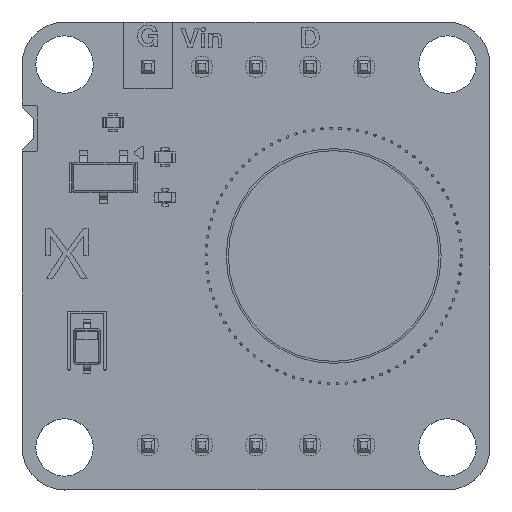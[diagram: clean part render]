
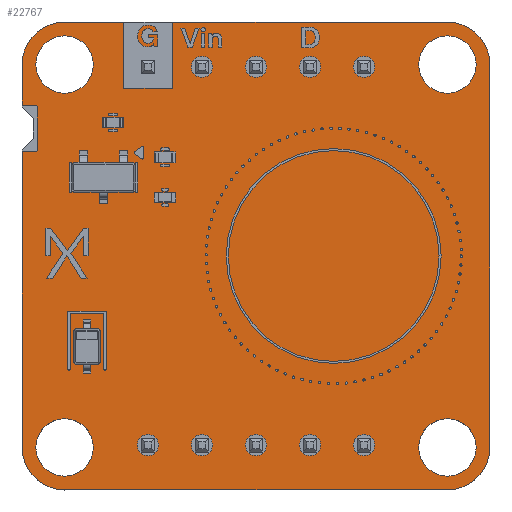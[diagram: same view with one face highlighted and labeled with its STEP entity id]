
A CAD part, top view. The second image highlights one B-rep face of the part: STEP entity #22767.
In plain terms, the highlighted planar face has unit normal (0, 0, 1).
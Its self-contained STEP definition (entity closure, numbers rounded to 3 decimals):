
#22432 = VERTEX_POINT('',#22433);
#22433 = CARTESIAN_POINT('',(8.998,11.,1.51));
#22439 = EDGE_CURVE('',#22432,#22440,#22442,.T.);
#22440 = VERTEX_POINT('',#22441);
#22441 = CARTESIAN_POINT('',(10.998,9.,1.51));
#22442 = CIRCLE('',#22443,2.);
#22443 = AXIS2_PLACEMENT_3D('',#22444,#22445,#22446);
#22444 = CARTESIAN_POINT('',(8.998,9.,1.51));
#22445 = DIRECTION('',(0.,0.,-1.));
#22446 = DIRECTION('',(0.,1.,0.));
#22474 = VERTEX_POINT('',#22475);
#22475 = CARTESIAN_POINT('',(-9.002,11.,1.51));
#22481 = EDGE_CURVE('',#22474,#22432,#22482,.T.);
#22482 = LINE('',#22483,#22484);
#22483 = CARTESIAN_POINT('',(-9.002,11.,1.51));
#22484 = VECTOR('',#22485,1.);
#22485 = DIRECTION('',(1.,0.,0.));
#22503 = EDGE_CURVE('',#22440,#22504,#22506,.T.);
#22504 = VERTEX_POINT('',#22505);
#22505 = CARTESIAN_POINT('',(10.998,-9.,1.51));
#22506 = LINE('',#22507,#22508);
#22507 = CARTESIAN_POINT('',(10.998,9.,1.51));
#22508 = VECTOR('',#22509,1.);
#22509 = DIRECTION('',(0.,-1.,0.));
#22767 = ADVANCED_FACE('',(#22768,#22846,#22857,#22868,#22879,#22890,
    #22901,#22912,#22923,#22934,#22945,#22956,#22967,#22978,#22989),
  #23000,.T.);
#22768 = FACE_BOUND('',#22769,.T.);
#22769 = EDGE_LOOP('',(#22770,#22771,#22772,#22781,#22789,#22797,#22805,
    #22813,#22821,#22830,#22838,#22845));
#22770 = ORIENTED_EDGE('',*,*,#22439,.F.);
#22771 = ORIENTED_EDGE('',*,*,#22481,.F.);
#22772 = ORIENTED_EDGE('',*,*,#22773,.F.);
#22773 = EDGE_CURVE('',#22774,#22474,#22776,.T.);
#22774 = VERTEX_POINT('',#22775);
#22775 = CARTESIAN_POINT('',(-11.002,9.,1.51));
#22776 = CIRCLE('',#22777,2.);
#22777 = AXIS2_PLACEMENT_3D('',#22778,#22779,#22780);
#22778 = CARTESIAN_POINT('',(-9.002,9.,1.51));
#22779 = DIRECTION('',(0.,0.,-1.));
#22780 = DIRECTION('',(-1.,0.,-0.));
#22781 = ORIENTED_EDGE('',*,*,#22782,.F.);
#22782 = EDGE_CURVE('',#22783,#22774,#22785,.T.);
#22783 = VERTEX_POINT('',#22784);
#22784 = CARTESIAN_POINT('',(-11.002,7.,1.51));
#22785 = LINE('',#22786,#22787);
#22786 = CARTESIAN_POINT('',(-11.002,7.,1.51));
#22787 = VECTOR('',#22788,1.);
#22788 = DIRECTION('',(0.,1.,0.));
#22789 = ORIENTED_EDGE('',*,*,#22790,.F.);
#22790 = EDGE_CURVE('',#22791,#22783,#22793,.T.);
#22791 = VERTEX_POINT('',#22792);
#22792 = CARTESIAN_POINT('',(-10.472,6.47,1.51));
#22793 = LINE('',#22794,#22795);
#22794 = CARTESIAN_POINT('',(-10.472,6.47,1.51));
#22795 = VECTOR('',#22796,1.);
#22796 = DIRECTION('',(-0.707,0.707,0.));
#22797 = ORIENTED_EDGE('',*,*,#22798,.F.);
#22798 = EDGE_CURVE('',#22799,#22791,#22801,.T.);
#22799 = VERTEX_POINT('',#22800);
#22800 = CARTESIAN_POINT('',(-10.472,5.53,1.51));
#22801 = LINE('',#22802,#22803);
#22802 = CARTESIAN_POINT('',(-10.472,5.53,1.51));
#22803 = VECTOR('',#22804,1.);
#22804 = DIRECTION('',(0.,1.,0.));
#22805 = ORIENTED_EDGE('',*,*,#22806,.F.);
#22806 = EDGE_CURVE('',#22807,#22799,#22809,.T.);
#22807 = VERTEX_POINT('',#22808);
#22808 = CARTESIAN_POINT('',(-11.002,5.,1.51));
#22809 = LINE('',#22810,#22811);
#22810 = CARTESIAN_POINT('',(-11.002,5.,1.51));
#22811 = VECTOR('',#22812,1.);
#22812 = DIRECTION('',(0.707,0.707,0.));
#22813 = ORIENTED_EDGE('',*,*,#22814,.F.);
#22814 = EDGE_CURVE('',#22815,#22807,#22817,.T.);
#22815 = VERTEX_POINT('',#22816);
#22816 = CARTESIAN_POINT('',(-11.002,-9.,1.51));
#22817 = LINE('',#22818,#22819);
#22818 = CARTESIAN_POINT('',(-11.002,-9.,1.51));
#22819 = VECTOR('',#22820,1.);
#22820 = DIRECTION('',(0.,1.,0.));
#22821 = ORIENTED_EDGE('',*,*,#22822,.F.);
#22822 = EDGE_CURVE('',#22823,#22815,#22825,.T.);
#22823 = VERTEX_POINT('',#22824);
#22824 = CARTESIAN_POINT('',(-9.002,-11.,1.51));
#22825 = CIRCLE('',#22826,2.);
#22826 = AXIS2_PLACEMENT_3D('',#22827,#22828,#22829);
#22827 = CARTESIAN_POINT('',(-9.002,-9.,1.51));
#22828 = DIRECTION('',(0.,0.,-1.));
#22829 = DIRECTION('',(0.,-1.,0.));
#22830 = ORIENTED_EDGE('',*,*,#22831,.F.);
#22831 = EDGE_CURVE('',#22832,#22823,#22834,.T.);
#22832 = VERTEX_POINT('',#22833);
#22833 = CARTESIAN_POINT('',(8.998,-11.,1.51));
#22834 = LINE('',#22835,#22836);
#22835 = CARTESIAN_POINT('',(8.998,-11.,1.51));
#22836 = VECTOR('',#22837,1.);
#22837 = DIRECTION('',(-1.,0.,0.));
#22838 = ORIENTED_EDGE('',*,*,#22839,.F.);
#22839 = EDGE_CURVE('',#22504,#22832,#22840,.T.);
#22840 = CIRCLE('',#22841,2.);
#22841 = AXIS2_PLACEMENT_3D('',#22842,#22843,#22844);
#22842 = CARTESIAN_POINT('',(8.998,-9.,1.51));
#22843 = DIRECTION('',(0.,0.,-1.));
#22844 = DIRECTION('',(1.,0.,0.));
#22845 = ORIENTED_EDGE('',*,*,#22503,.F.);
#22846 = FACE_BOUND('',#22847,.T.);
#22847 = EDGE_LOOP('',(#22848));
#22848 = ORIENTED_EDGE('',*,*,#22849,.T.);
#22849 = EDGE_CURVE('',#22850,#22850,#22852,.T.);
#22850 = VERTEX_POINT('',#22851);
#22851 = CARTESIAN_POINT('',(-9.002,-10.35,1.51));
#22852 = CIRCLE('',#22853,1.35);
#22853 = AXIS2_PLACEMENT_3D('',#22854,#22855,#22856);
#22854 = CARTESIAN_POINT('',(-9.002,-9.,1.51));
#22855 = DIRECTION('',(-0.,0.,-1.));
#22856 = DIRECTION('',(-0.,-1.,0.));
#22857 = FACE_BOUND('',#22858,.T.);
#22858 = EDGE_LOOP('',(#22859));
#22859 = ORIENTED_EDGE('',*,*,#22860,.T.);
#22860 = EDGE_CURVE('',#22861,#22861,#22863,.T.);
#22861 = VERTEX_POINT('',#22862);
#22862 = CARTESIAN_POINT('',(-5.082,-9.39,1.51));
#22863 = CIRCLE('',#22864,0.5);
#22864 = AXIS2_PLACEMENT_3D('',#22865,#22866,#22867);
#22865 = CARTESIAN_POINT('',(-5.082,-8.89,1.51));
#22866 = DIRECTION('',(-0.,0.,-1.));
#22867 = DIRECTION('',(-0.,-1.,0.));
#22868 = FACE_BOUND('',#22869,.T.);
#22869 = EDGE_LOOP('',(#22870));
#22870 = ORIENTED_EDGE('',*,*,#22871,.T.);
#22871 = EDGE_CURVE('',#22872,#22872,#22874,.T.);
#22872 = VERTEX_POINT('',#22873);
#22873 = CARTESIAN_POINT('',(-2.542,-9.39,1.51));
#22874 = CIRCLE('',#22875,0.5);
#22875 = AXIS2_PLACEMENT_3D('',#22876,#22877,#22878);
#22876 = CARTESIAN_POINT('',(-2.542,-8.89,1.51));
#22877 = DIRECTION('',(-0.,0.,-1.));
#22878 = DIRECTION('',(-0.,-1.,0.));
#22879 = FACE_BOUND('',#22880,.T.);
#22880 = EDGE_LOOP('',(#22881));
#22881 = ORIENTED_EDGE('',*,*,#22882,.T.);
#22882 = EDGE_CURVE('',#22883,#22883,#22885,.T.);
#22883 = VERTEX_POINT('',#22884);
#22884 = CARTESIAN_POINT('',(-0.002,-9.39,1.51));
#22885 = CIRCLE('',#22886,0.5);
#22886 = AXIS2_PLACEMENT_3D('',#22887,#22888,#22889);
#22887 = CARTESIAN_POINT('',(-0.002,-8.89,1.51));
#22888 = DIRECTION('',(-0.,0.,-1.));
#22889 = DIRECTION('',(0.,-1.,-0.));
#22890 = FACE_BOUND('',#22891,.T.);
#22891 = EDGE_LOOP('',(#22892));
#22892 = ORIENTED_EDGE('',*,*,#22893,.T.);
#22893 = EDGE_CURVE('',#22894,#22894,#22896,.T.);
#22894 = VERTEX_POINT('',#22895);
#22895 = CARTESIAN_POINT('',(2.538,-9.39,1.51));
#22896 = CIRCLE('',#22897,0.5);
#22897 = AXIS2_PLACEMENT_3D('',#22898,#22899,#22900);
#22898 = CARTESIAN_POINT('',(2.538,-8.89,1.51));
#22899 = DIRECTION('',(-0.,0.,-1.));
#22900 = DIRECTION('',(-0.,-1.,0.));
#22901 = FACE_BOUND('',#22902,.T.);
#22902 = EDGE_LOOP('',(#22903));
#22903 = ORIENTED_EDGE('',*,*,#22904,.T.);
#22904 = EDGE_CURVE('',#22905,#22905,#22907,.T.);
#22905 = VERTEX_POINT('',#22906);
#22906 = CARTESIAN_POINT('',(5.078,-9.39,1.51));
#22907 = CIRCLE('',#22908,0.5);
#22908 = AXIS2_PLACEMENT_3D('',#22909,#22910,#22911);
#22909 = CARTESIAN_POINT('',(5.078,-8.89,1.51));
#22910 = DIRECTION('',(-0.,0.,-1.));
#22911 = DIRECTION('',(-0.,-1.,0.));
#22912 = FACE_BOUND('',#22913,.T.);
#22913 = EDGE_LOOP('',(#22914));
#22914 = ORIENTED_EDGE('',*,*,#22915,.T.);
#22915 = EDGE_CURVE('',#22916,#22916,#22918,.T.);
#22916 = VERTEX_POINT('',#22917);
#22917 = CARTESIAN_POINT('',(8.998,-10.35,1.51));
#22918 = CIRCLE('',#22919,1.35);
#22919 = AXIS2_PLACEMENT_3D('',#22920,#22921,#22922);
#22920 = CARTESIAN_POINT('',(8.998,-9.,1.51));
#22921 = DIRECTION('',(-0.,0.,-1.));
#22922 = DIRECTION('',(-0.,-1.,0.));
#22923 = FACE_BOUND('',#22924,.T.);
#22924 = EDGE_LOOP('',(#22925));
#22925 = ORIENTED_EDGE('',*,*,#22926,.T.);
#22926 = EDGE_CURVE('',#22927,#22927,#22929,.T.);
#22927 = VERTEX_POINT('',#22928);
#22928 = CARTESIAN_POINT('',(-9.002,7.65,1.51));
#22929 = CIRCLE('',#22930,1.35);
#22930 = AXIS2_PLACEMENT_3D('',#22931,#22932,#22933);
#22931 = CARTESIAN_POINT('',(-9.002,9.,1.51));
#22932 = DIRECTION('',(-0.,0.,-1.));
#22933 = DIRECTION('',(-0.,-1.,0.));
#22934 = FACE_BOUND('',#22935,.T.);
#22935 = EDGE_LOOP('',(#22936));
#22936 = ORIENTED_EDGE('',*,*,#22937,.T.);
#22937 = EDGE_CURVE('',#22938,#22938,#22940,.T.);
#22938 = VERTEX_POINT('',#22939);
#22939 = CARTESIAN_POINT('',(-5.082,8.39,1.51));
#22940 = CIRCLE('',#22941,0.5);
#22941 = AXIS2_PLACEMENT_3D('',#22942,#22943,#22944);
#22942 = CARTESIAN_POINT('',(-5.082,8.89,1.51));
#22943 = DIRECTION('',(-0.,0.,-1.));
#22944 = DIRECTION('',(-0.,-1.,0.));
#22945 = FACE_BOUND('',#22946,.T.);
#22946 = EDGE_LOOP('',(#22947));
#22947 = ORIENTED_EDGE('',*,*,#22948,.T.);
#22948 = EDGE_CURVE('',#22949,#22949,#22951,.T.);
#22949 = VERTEX_POINT('',#22950);
#22950 = CARTESIAN_POINT('',(-2.542,8.39,1.51));
#22951 = CIRCLE('',#22952,0.5);
#22952 = AXIS2_PLACEMENT_3D('',#22953,#22954,#22955);
#22953 = CARTESIAN_POINT('',(-2.542,8.89,1.51));
#22954 = DIRECTION('',(-0.,0.,-1.));
#22955 = DIRECTION('',(-0.,-1.,0.));
#22956 = FACE_BOUND('',#22957,.T.);
#22957 = EDGE_LOOP('',(#22958));
#22958 = ORIENTED_EDGE('',*,*,#22959,.T.);
#22959 = EDGE_CURVE('',#22960,#22960,#22962,.T.);
#22960 = VERTEX_POINT('',#22961);
#22961 = CARTESIAN_POINT('',(-0.002,8.39,1.51));
#22962 = CIRCLE('',#22963,0.5);
#22963 = AXIS2_PLACEMENT_3D('',#22964,#22965,#22966);
#22964 = CARTESIAN_POINT('',(-0.002,8.89,1.51));
#22965 = DIRECTION('',(-0.,0.,-1.));
#22966 = DIRECTION('',(0.,-1.,-0.));
#22967 = FACE_BOUND('',#22968,.T.);
#22968 = EDGE_LOOP('',(#22969));
#22969 = ORIENTED_EDGE('',*,*,#22970,.T.);
#22970 = EDGE_CURVE('',#22971,#22971,#22973,.T.);
#22971 = VERTEX_POINT('',#22972);
#22972 = CARTESIAN_POINT('',(2.538,8.39,1.51));
#22973 = CIRCLE('',#22974,0.5);
#22974 = AXIS2_PLACEMENT_3D('',#22975,#22976,#22977);
#22975 = CARTESIAN_POINT('',(2.538,8.89,1.51));
#22976 = DIRECTION('',(-0.,0.,-1.));
#22977 = DIRECTION('',(-0.,-1.,0.));
#22978 = FACE_BOUND('',#22979,.T.);
#22979 = EDGE_LOOP('',(#22980));
#22980 = ORIENTED_EDGE('',*,*,#22981,.T.);
#22981 = EDGE_CURVE('',#22982,#22982,#22984,.T.);
#22982 = VERTEX_POINT('',#22983);
#22983 = CARTESIAN_POINT('',(5.078,8.39,1.51));
#22984 = CIRCLE('',#22985,0.5);
#22985 = AXIS2_PLACEMENT_3D('',#22986,#22987,#22988);
#22986 = CARTESIAN_POINT('',(5.078,8.89,1.51));
#22987 = DIRECTION('',(-0.,0.,-1.));
#22988 = DIRECTION('',(-0.,-1.,0.));
#22989 = FACE_BOUND('',#22990,.T.);
#22990 = EDGE_LOOP('',(#22991));
#22991 = ORIENTED_EDGE('',*,*,#22992,.T.);
#22992 = EDGE_CURVE('',#22993,#22993,#22995,.T.);
#22993 = VERTEX_POINT('',#22994);
#22994 = CARTESIAN_POINT('',(8.998,7.65,1.51));
#22995 = CIRCLE('',#22996,1.35);
#22996 = AXIS2_PLACEMENT_3D('',#22997,#22998,#22999);
#22997 = CARTESIAN_POINT('',(8.998,9.,1.51));
#22998 = DIRECTION('',(-0.,0.,-1.));
#22999 = DIRECTION('',(-0.,-1.,0.));
#23000 = PLANE('',#23001);
#23001 = AXIS2_PLACEMENT_3D('',#23002,#23003,#23004);
#23002 = CARTESIAN_POINT('',(0.,0.,1.51));
#23003 = DIRECTION('',(0.,0.,1.));
#23004 = DIRECTION('',(1.,0.,-0.));
